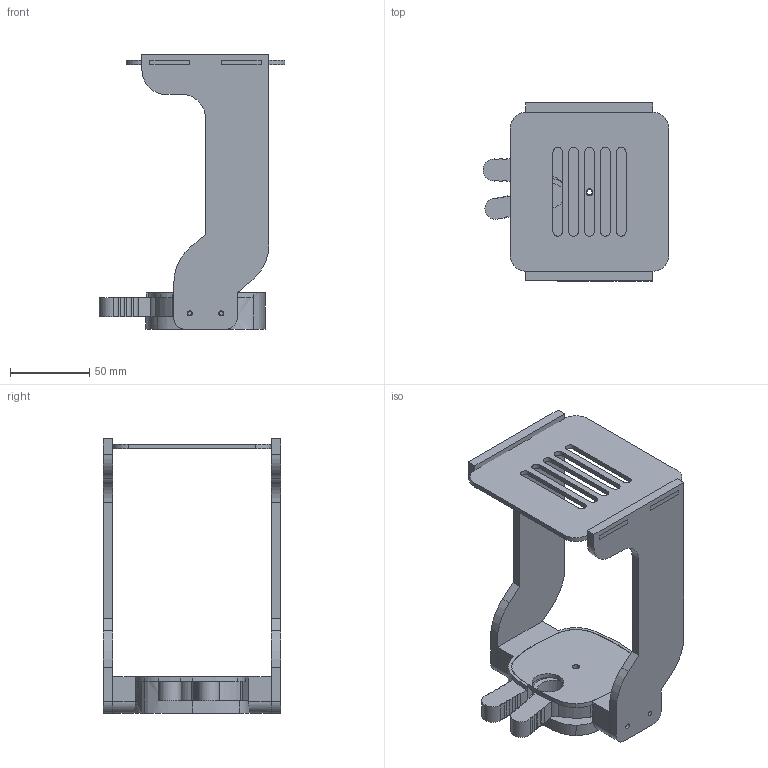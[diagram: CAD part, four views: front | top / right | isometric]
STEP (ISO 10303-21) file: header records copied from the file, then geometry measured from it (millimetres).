
FILE_DESCRIPTION(/* description */ (''),/* implementation_level */ '2;1');
FILE_NAME(/* name */ 'ASSEMBLY.step',/* time_stamp */ '2022-05-22T19:40:17+02:00',/* author */ (''),/* organization */ (''),/* preprocessor_version */ 'ST-DEVELOPER v18.1',/* originating_system */ 'Autodesk Translation Framework v10.14.0.1471',/* authorisation */ '');
FILE_SCHEMA (('AUTOMOTIVE_DESIGN { 1 0 10303 214 3 1 1 }'));
Length unit declared in the file: millimetre
Products named in the file (4): ASSEMBLY; PLATE_2; ADAPTATEUR_RECIPIENT; MANCHE
Assembly tree (3 placements, depth 2):
  ASSEMBLY
    PLATE_2
    ADAPTATEUR_RECIPIENT
    MANCHE
Bounding box: 117 x 112 x 173 mm (x, y, z)
Volume: 253028 mm3; surface area: 98948.1 mm2
Topology: 6 solids, 6 shells, 234 faces, 656 edges, 439 vertices
Faces by surface type: plane 116, cylinder 84, bspline 34
Full cylindrical faces by diameter (mm): 2.5 x4, 3.2 x4, 3.3 x5, 4.2 x2, 6.5 x1, 18 x1, 20 x2
Entity records: 9263 total; most frequent: CARTESIAN_POINT 3149, ORIENTED_EDGE 1312, DIRECTION 1154, EDGE_CURVE 656, VERTEX_POINT 439, LINE 398, VECTOR 398, AXIS2_PLACEMENT_3D 378
